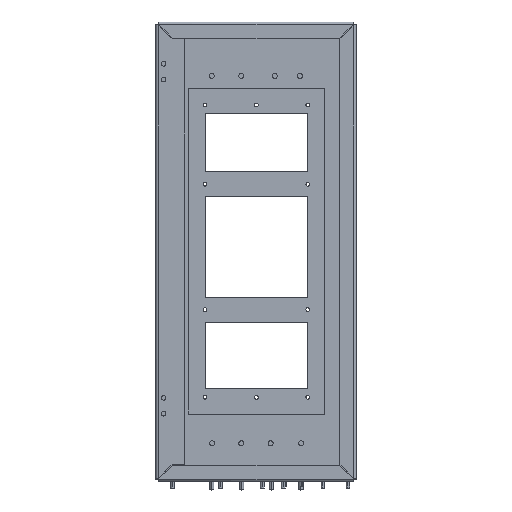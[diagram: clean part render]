
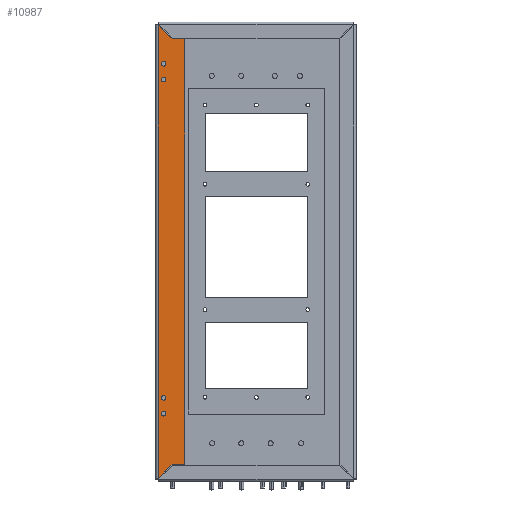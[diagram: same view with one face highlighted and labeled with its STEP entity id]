
A CAD part, top view. The second image highlights one B-rep face of the part: STEP entity #10987.
In plain terms, the highlighted planar face has unit normal (0, 0, 1).
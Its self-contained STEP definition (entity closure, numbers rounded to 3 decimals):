
#402 = CARTESIAN_POINT ( 'NONE',  ( -110.58, -194.05, 228. ) ) ;
#460 = EDGE_CURVE ( 'NONE', #6533, #9115, #14117, .T. ) ;
#555 = EDGE_CURVE ( 'NONE', #13318, #18336, #1509, .T. ) ;
#837 = DIRECTION ( 'NONE',  ( 0., 0., 1. ) ) ;
#988 = DIRECTION ( 'NONE',  ( 0., 0., 1. ) ) ;
#1011 = CARTESIAN_POINT ( 'NONE',  ( -110.58, 205.95, 228. ) ) ;
#1380 = EDGE_CURVE ( 'NONE', #10804, #11292, #3607, .T. ) ;
#1423 = CIRCLE ( 'NONE', #14651, 2.75 ) ;
#1447 = EDGE_CURVE ( 'NONE', #11292, #10804, #2422, .T. ) ;
#1509 = LINE ( 'NONE', #17342, #18579 ) ;
#1598 = EDGE_LOOP ( 'NONE', ( #16631, #16853 ) ) ;
#1640 = CARTESIAN_POINT ( 'NONE',  ( 266.961, 112.668, 228. ) ) ;
#1650 = AXIS2_PLACEMENT_3D ( 'NONE', #4937, #16831, #6906 ) ;
#1840 = AXIS2_PLACEMENT_3D ( 'NONE', #2892, #14379, #3080 ) ;
#1928 = VERTEX_POINT ( 'NONE', #8432 ) ;
#2037 = CARTESIAN_POINT ( 'NONE',  ( -117.263, -271.556, 228. ) ) ;
#2417 = CIRCLE ( 'NONE', #12954, 2.75 ) ;
#2422 = CIRCLE ( 'NONE', #14147, 2.75 ) ;
#2477 = VERTEX_POINT ( 'NONE', #9065 ) ;
#2624 = DIRECTION ( 'NONE',  ( 0., 0., 1. ) ) ;
#2701 = CARTESIAN_POINT ( 'NONE',  ( -110.58, -194.05, 228. ) ) ;
#2704 = FACE_BOUND ( 'NONE', #16320, .T. ) ;
#2796 = ORIENTED_EDGE ( 'NONE', *, *, #16305, .F. ) ;
#2892 = CARTESIAN_POINT ( 'NONE',  ( 0., 0., 228. ) ) ;
#3080 = DIRECTION ( 'NONE',  ( -1., 0., 0. ) ) ;
#3212 = AXIS2_PLACEMENT_3D ( 'NONE', #402, #6144, #10297 ) ;
#3607 = CIRCLE ( 'NONE', #10534, 2.75 ) ;
#3669 = ORIENTED_EDGE ( 'NONE', *, *, #13941, .F. ) ;
#3782 = ORIENTED_EDGE ( 'NONE', *, *, #7065, .F. ) ;
#3844 = DIRECTION ( 'NONE',  ( 1., 0., 0. ) ) ;
#4020 = EDGE_LOOP ( 'NONE', ( #2796, #15765 ) ) ;
#4228 = VERTEX_POINT ( 'NONE', #8548 ) ;
#4341 = CARTESIAN_POINT ( 'NONE',  ( -100.5, 254.793, 228. ) ) ;
#4410 = EDGE_CURVE ( 'NONE', #18637, #11336, #6528, .T. ) ;
#4439 = ORIENTED_EDGE ( 'NONE', *, *, #555, .T. ) ;
#4629 = LINE ( 'NONE', #6142, #8622 ) ;
#4937 = CARTESIAN_POINT ( 'NONE',  ( -110.58, 225., 228. ) ) ;
#5542 = LINE ( 'NONE', #8468, #14639 ) ;
#5620 = FACE_BOUND ( 'NONE', #4020, .T. ) ;
#5655 = CARTESIAN_POINT ( 'NONE',  ( -110.58, -175., 228. ) ) ;
#5836 = DIRECTION ( 'NONE',  ( 0., 0., 1. ) ) ;
#5916 = DIRECTION ( 'NONE',  ( 0., -1., 0. ) ) ;
#5993 = DIRECTION ( 'NONE',  ( 0., 0., 1. ) ) ;
#6142 = CARTESIAN_POINT ( 'NONE',  ( -117.263, 271.556, 228. ) ) ;
#6144 = DIRECTION ( 'NONE',  ( 0., 0., 1. ) ) ;
#6528 = LINE ( 'NONE', #10338, #17474 ) ;
#6533 = VERTEX_POINT ( 'NONE', #11319 ) ;
#6576 = DIRECTION ( 'NONE',  ( 1., 0., 0. ) ) ;
#6721 = DIRECTION ( 'NONE',  ( 1., 0., 0. ) ) ;
#6797 = EDGE_CURVE ( 'NONE', #2477, #1928, #17922, .T. ) ;
#6906 = DIRECTION ( 'NONE',  ( 1., 0., 0. ) ) ;
#7065 = EDGE_CURVE ( 'NONE', #9115, #18637, #13227, .T. ) ;
#7567 = VERTEX_POINT ( 'NONE', #17910 ) ;
#7821 = FACE_BOUND ( 'NONE', #15231, .T. ) ;
#7919 = ORIENTED_EDGE ( 'NONE', *, *, #4410, .F. ) ;
#8210 = ORIENTED_EDGE ( 'NONE', *, *, #10591, .F. ) ;
#8432 = CARTESIAN_POINT ( 'NONE',  ( -107.83, 225., 228. ) ) ;
#8442 = AXIS2_PLACEMENT_3D ( 'NONE', #5655, #5836, #13010 ) ;
#8468 = CARTESIAN_POINT ( 'NONE',  ( -85.5, 254.793, 228. ) ) ;
#8548 = CARTESIAN_POINT ( 'NONE',  ( -113.33, -175., 228. ) ) ;
#8622 = VECTOR ( 'NONE', #8980, 1000. ) ;
#8980 = DIRECTION ( 'NONE',  ( 0.707, -0.707, 0. ) ) ;
#9065 = CARTESIAN_POINT ( 'NONE',  ( -113.33, 225., 228. ) ) ;
#9115 = VERTEX_POINT ( 'NONE', #12806 ) ;
#9668 = CARTESIAN_POINT ( 'NONE',  ( -107.83, -194.05, 228. ) ) ;
#10297 = DIRECTION ( 'NONE',  ( 1., 0., 0. ) ) ;
#10338 = CARTESIAN_POINT ( 'NONE',  ( -117.263, 272.293, 228. ) ) ;
#10466 = CIRCLE ( 'NONE', #11653, 2.75 ) ;
#10534 = AXIS2_PLACEMENT_3D ( 'NONE', #1011, #2624, #3844 ) ;
#10591 = EDGE_CURVE ( 'NONE', #1928, #2477, #2417, .T. ) ;
#10612 = DIRECTION ( 'NONE',  ( 0., 0., 1. ) ) ;
#10804 = VERTEX_POINT ( 'NONE', #15226 ) ;
#10987 = ADVANCED_FACE ( 'NONE', ( #15622, #5620, #7821, #2704, #11366 ), #13578, .F. ) ;
#11292 = VERTEX_POINT ( 'NONE', #17319 ) ;
#11319 = CARTESIAN_POINT ( 'NONE',  ( -85.5, -254.793, 228. ) ) ;
#11336 = VERTEX_POINT ( 'NONE', #15597 ) ;
#11366 = FACE_OUTER_BOUND ( 'NONE', #16282, .T. ) ;
#11526 = EDGE_CURVE ( 'NONE', #14680, #4228, #16585, .T. ) ;
#11653 = AXIS2_PLACEMENT_3D ( 'NONE', #2701, #5993, #12984 ) ;
#11672 = DIRECTION ( 'NONE',  ( -1., 0., 0. ) ) ;
#12213 = ORIENTED_EDGE ( 'NONE', *, *, #1447, .F. ) ;
#12806 = CARTESIAN_POINT ( 'NONE',  ( -100.5, -254.793, 228. ) ) ;
#12954 = AXIS2_PLACEMENT_3D ( 'NONE', #13346, #10612, #14860 ) ;
#12984 = DIRECTION ( 'NONE',  ( 1., 0., 0. ) ) ;
#13010 = DIRECTION ( 'NONE',  ( 1., 0., 0. ) ) ;
#13039 = DIRECTION ( 'NONE',  ( -0.707, -0.707, 0. ) ) ;
#13227 = LINE ( 'NONE', #1640, #14302 ) ;
#13318 = VERTEX_POINT ( 'NONE', #16802 ) ;
#13346 = CARTESIAN_POINT ( 'NONE',  ( -110.58, 225., 228. ) ) ;
#13578 = PLANE ( 'NONE',  #1840 ) ;
#13825 = EDGE_CURVE ( 'NONE', #13318, #6533, #5542, .T. ) ;
#13898 = CARTESIAN_POINT ( 'NONE',  ( -110.58, -175., 228. ) ) ;
#13941 = EDGE_CURVE ( 'NONE', #11336, #18336, #4629, .T. ) ;
#14017 = CARTESIAN_POINT ( 'NONE',  ( -110.58, 205.95, 228. ) ) ;
#14027 = CARTESIAN_POINT ( 'NONE',  ( -85.5, -254.793, 228. ) ) ;
#14117 = LINE ( 'NONE', #14027, #14945 ) ;
#14147 = AXIS2_PLACEMENT_3D ( 'NONE', #14017, #837, #6576 ) ;
#14302 = VECTOR ( 'NONE', #13039, 1000. ) ;
#14379 = DIRECTION ( 'NONE',  ( 0., 0., -1. ) ) ;
#14639 = VECTOR ( 'NONE', #5916, 1000. ) ;
#14651 = AXIS2_PLACEMENT_3D ( 'NONE', #13898, #988, #6721 ) ;
#14680 = VERTEX_POINT ( 'NONE', #15671 ) ;
#14776 = DIRECTION ( 'NONE',  ( 0., 1., 0. ) ) ;
#14860 = DIRECTION ( 'NONE',  ( 1., 0., 0. ) ) ;
#14945 = VECTOR ( 'NONE', #15362, 1000. ) ;
#15226 = CARTESIAN_POINT ( 'NONE',  ( -113.33, 205.95, 228. ) ) ;
#15231 = EDGE_LOOP ( 'NONE', ( #8210, #15394 ) ) ;
#15362 = DIRECTION ( 'NONE',  ( -1., 0., 0. ) ) ;
#15394 = ORIENTED_EDGE ( 'NONE', *, *, #6797, .F. ) ;
#15597 = CARTESIAN_POINT ( 'NONE',  ( -117.263, 271.556, 228. ) ) ;
#15622 = FACE_BOUND ( 'NONE', #1598, .T. ) ;
#15671 = CARTESIAN_POINT ( 'NONE',  ( -107.83, -175., 228. ) ) ;
#15765 = ORIENTED_EDGE ( 'NONE', *, *, #18512, .F. ) ;
#16243 = ORIENTED_EDGE ( 'NONE', *, *, #13825, .F. ) ;
#16282 = EDGE_LOOP ( 'NONE', ( #3782, #16677, #16243, #4439, #3669, #7919 ) ) ;
#16305 = EDGE_CURVE ( 'NONE', #18185, #7567, #16757, .T. ) ;
#16320 = EDGE_LOOP ( 'NONE', ( #12213, #18004 ) ) ;
#16585 = CIRCLE ( 'NONE', #8442, 2.75 ) ;
#16631 = ORIENTED_EDGE ( 'NONE', *, *, #11526, .F. ) ;
#16677 = ORIENTED_EDGE ( 'NONE', *, *, #460, .F. ) ;
#16757 = CIRCLE ( 'NONE', #3212, 2.75 ) ;
#16802 = CARTESIAN_POINT ( 'NONE',  ( -85.5, 254.793, 228. ) ) ;
#16831 = DIRECTION ( 'NONE',  ( 0., 0., 1. ) ) ;
#16853 = ORIENTED_EDGE ( 'NONE', *, *, #18217, .F. ) ;
#17319 = CARTESIAN_POINT ( 'NONE',  ( -107.83, 205.95, 228. ) ) ;
#17342 = CARTESIAN_POINT ( 'NONE',  ( -85.5, 254.793, 228. ) ) ;
#17474 = VECTOR ( 'NONE', #14776, 1000. ) ;
#17910 = CARTESIAN_POINT ( 'NONE',  ( -113.33, -194.05, 228. ) ) ;
#17922 = CIRCLE ( 'NONE', #1650, 2.75 ) ;
#18004 = ORIENTED_EDGE ( 'NONE', *, *, #1380, .F. ) ;
#18185 = VERTEX_POINT ( 'NONE', #9668 ) ;
#18217 = EDGE_CURVE ( 'NONE', #4228, #14680, #1423, .T. ) ;
#18336 = VERTEX_POINT ( 'NONE', #4341 ) ;
#18512 = EDGE_CURVE ( 'NONE', #7567, #18185, #10466, .T. ) ;
#18579 = VECTOR ( 'NONE', #11672, 1000. ) ;
#18637 = VERTEX_POINT ( 'NONE', #2037 ) ;
